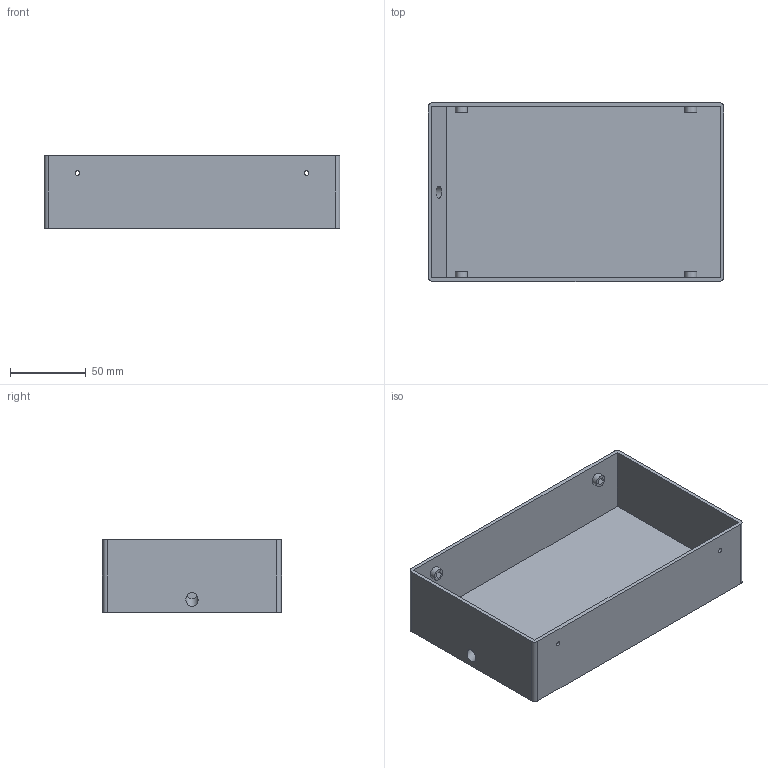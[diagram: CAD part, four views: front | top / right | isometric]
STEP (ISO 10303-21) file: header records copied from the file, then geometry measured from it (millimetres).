
FILE_DESCRIPTION(/* description */ ('STEP AP242','CAx-IF Rec.Pracs.---Representation and Presentation of Product Manufacturing Information (PMI)---4.0---2014-10-13','CAx-IF Rec.Pracs.---3D Tessellated Geometry---0.4---2014-09-14','2;1'),/* implementation_level */ '2;1');
FILE_NAME(/* name */ '68722c7de5826b2d801f0d36',/* time_stamp */ '2025-07-12T09:35:58Z',/* author */ (''),/* organization */ (''),/* preprocessor_version */ 'ST-DEVELOPER v20',/* originating_system */ 'ONSHAPE BY PTC INC, 1.200',/* authorisation */ ' ');
FILE_SCHEMA (('AP242_MANAGED_MODEL_BASED_3D_ENGINEERING_MIM_LF { 1 0 10303 442 1 1 4 }'));
Length unit declared in the file: metre
Products named in the file (1): Part 1
Bounding box: 195 x 118 x 48 mm (x, y, z)
Volume: 178360.8 mm3; surface area: 102275 mm2
Topology: 1 solids, 1 shells, 61 faces, 139 edges, 93 vertices
Faces by surface type: plane 44, cylinder 17
Full cylindrical faces by diameter (mm): 3 x4, 6.2 x4, 8 x5
Entity records: 1683 total; most frequent: DIRECTION 283, CARTESIAN_POINT 279, ORIENTED_EDGE 250, EDGE_CURVE 125, EDGE_LOOP 97, FACE_BOUND 97, AXIS2_PLACEMENT_3D 96, VERTEX_POINT 92
